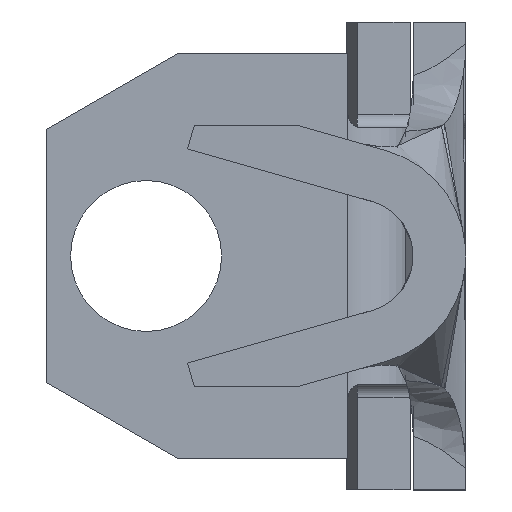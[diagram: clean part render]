
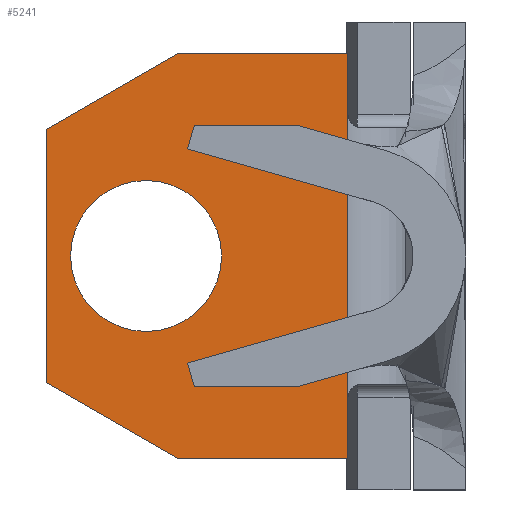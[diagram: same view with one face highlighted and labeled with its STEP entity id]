
A CAD part, left-side view. The second image highlights one B-rep face of the part: STEP entity #5241.
In plain terms, the highlighted planar face has unit normal (-1, 0, 0).
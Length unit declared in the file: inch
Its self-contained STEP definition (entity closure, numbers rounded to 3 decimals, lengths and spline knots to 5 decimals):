
#31 = ORIENTED_EDGE ( 'NONE', *, *, #3902, .T. ) ;
#114 = EDGE_CURVE ( 'NONE', #788, #2619, #710, .T. ) ;
#193 = ORIENTED_EDGE ( 'NONE', *, *, #1111, .T. ) ;
#200 = VECTOR ( 'NONE', #2688, 39.37008 ) ;
#403 = DIRECTION ( 'NONE',  ( 0., 1., 0. ) ) ;
#472 = AXIS2_PLACEMENT_3D ( 'NONE', #3595, #4464, #1907 ) ;
#475 = CARTESIAN_POINT ( 'NONE',  ( -0.82, 0.0325, 0.1075 ) ) ;
#516 = DIRECTION ( 'NONE',  ( 0., -1., 0. ) ) ;
#519 = CARTESIAN_POINT ( 'NONE',  ( -0.82, 0.1225, -0.1075 ) ) ;
#558 = VECTOR ( 'NONE', #1106, 39.37008 ) ;
#560 = VERTEX_POINT ( 'NONE', #932 ) ;
#629 = PLANE ( 'NONE',  #472 ) ;
#659 = ORIENTED_EDGE ( 'NONE', *, *, #1310, .T. ) ;
#689 = CARTESIAN_POINT ( 'NONE',  ( -0.82, 0.1925, 0.06709 ) ) ;
#710 = LINE ( 'NONE', #475, #2101 ) ;
#788 = VERTEX_POINT ( 'NONE', #4855 ) ;
#805 = ORIENTED_EDGE ( 'NONE', *, *, #1938, .T. ) ;
#872 = EDGE_CURVE ( 'NONE', #2105, #3865, #3582, .T. ) ;
#913 = DIRECTION ( 'NONE',  ( 0., 0., 1. ) ) ;
#932 = CARTESIAN_POINT ( 'NONE',  ( -0.82, 0.1925, -0.06709 ) ) ;
#1004 = LINE ( 'NONE', #2661, #4267 ) ;
#1106 = DIRECTION ( 'NONE',  ( 0., 0.866, -0.5 ) ) ;
#1111 = EDGE_CURVE ( 'NONE', #3072, #1189, #5534, .T. ) ;
#1136 = VECTOR ( 'NONE', #3483, 39.37008 ) ;
#1189 = VERTEX_POINT ( 'NONE', #5123 ) ;
#1310 = EDGE_CURVE ( 'NONE', #5108, #2105, #1450, .T. ) ;
#1368 = ORIENTED_EDGE ( 'NONE', *, *, #3395, .T. ) ;
#1450 = LINE ( 'NONE', #2181, #2450 ) ;
#1525 = ORIENTED_EDGE ( 'NONE', *, *, #4241, .T. ) ;
#1563 = CARTESIAN_POINT ( 'NONE',  ( -0.82, 0.0325, 0.1075 ) ) ;
#1589 = CARTESIAN_POINT ( 'NONE',  ( -0.82, 0.1395, 0. ) ) ;
#1669 = VECTOR ( 'NONE', #1986, 39.37008 ) ;
#1712 = CARTESIAN_POINT ( 'NONE',  ( -0.82, 0.1925, 0.06709 ) ) ;
#1766 = ORIENTED_EDGE ( 'NONE', *, *, #4581, .T. ) ;
#1798 = LINE ( 'NONE', #1563, #1669 ) ;
#1907 = DIRECTION ( 'NONE',  ( 0., 0., -1. ) ) ;
#1938 = EDGE_CURVE ( 'NONE', #1189, #3072, #2793, .T. ) ;
#1986 = DIRECTION ( 'NONE',  ( 0., 0., 1. ) ) ;
#2016 = DIRECTION ( 'NONE',  ( 0., 1., 0. ) ) ;
#2079 = CARTESIAN_POINT ( 'NONE',  ( -0.82, 0.1925, 0.1075 ) ) ;
#2101 = VECTOR ( 'NONE', #3442, 39.37008 ) ;
#2105 = VERTEX_POINT ( 'NONE', #2975 ) ;
#2175 = ORIENTED_EDGE ( 'NONE', *, *, #2360, .T. ) ;
#2181 = CARTESIAN_POINT ( 'NONE',  ( -0.82, 0.0325, 0.1075 ) ) ;
#2195 = CARTESIAN_POINT ( 'NONE',  ( -0.82, 0.1925, -0.06709 ) ) ;
#2251 = CARTESIAN_POINT ( 'NONE',  ( -0.82, 0.0275, 0.1075 ) ) ;
#2263 = LINE ( 'NONE', #2195, #1136 ) ;
#2360 = EDGE_CURVE ( 'NONE', #3865, #3185, #2955, .T. ) ;
#2408 = VECTOR ( 'NONE', #3793, 39.37008 ) ;
#2450 = VECTOR ( 'NONE', #913, 39.37008 ) ;
#2619 = VERTEX_POINT ( 'NONE', #3371 ) ;
#2661 = CARTESIAN_POINT ( 'NONE',  ( -0.82, 0.0275, -0.1075 ) ) ;
#2688 = DIRECTION ( 'NONE',  ( 0., 1., 0. ) ) ;
#2793 = CIRCLE ( 'NONE', #4501, 0.04 ) ;
#2945 = DIRECTION ( 'NONE',  ( 1., 0., 0. ) ) ;
#2955 = LINE ( 'NONE', #689, #558 ) ;
#2975 = CARTESIAN_POINT ( 'NONE',  ( -0.82, 0.0325, 0.1075 ) ) ;
#3041 = FACE_OUTER_BOUND ( 'NONE', #3893, .T. ) ;
#3072 = VERTEX_POINT ( 'NONE', #4617 ) ;
#3185 = VERTEX_POINT ( 'NONE', #1712 ) ;
#3371 = CARTESIAN_POINT ( 'NONE',  ( -0.82, 0.0325, -0.075 ) ) ;
#3395 = EDGE_CURVE ( 'NONE', #3185, #560, #3812, .T. ) ;
#3396 = AXIS2_PLACEMENT_3D ( 'NONE', #1589, #4568, #2016 ) ;
#3442 = DIRECTION ( 'NONE',  ( 0., 0., 1. ) ) ;
#3483 = DIRECTION ( 'NONE',  ( 0., -0.866, -0.5 ) ) ;
#3506 = CARTESIAN_POINT ( 'NONE',  ( -0.82, 0.0325, 0.075 ) ) ;
#3582 = LINE ( 'NONE', #2251, #200 ) ;
#3595 = CARTESIAN_POINT ( 'NONE',  ( -0.82, -0.0005, 0.1075 ) ) ;
#3793 = DIRECTION ( 'NONE',  ( 0., 0., -1. ) ) ;
#3812 = LINE ( 'NONE', #2079, #2408 ) ;
#3865 = VERTEX_POINT ( 'NONE', #3880 ) ;
#3880 = CARTESIAN_POINT ( 'NONE',  ( -0.82, 0.1225, 0.1075 ) ) ;
#3893 = EDGE_LOOP ( 'NONE', ( #1766, #3990, #1525, #659, #5275, #2175, #1368, #31 ) ) ;
#3902 = EDGE_CURVE ( 'NONE', #560, #4042, #2263, .T. ) ;
#3990 = ORIENTED_EDGE ( 'NONE', *, *, #114, .T. ) ;
#4042 = VERTEX_POINT ( 'NONE', #519 ) ;
#4241 = EDGE_CURVE ( 'NONE', #2619, #5108, #1798, .T. ) ;
#4267 = VECTOR ( 'NONE', #516, 39.37008 ) ;
#4315 = FACE_BOUND ( 'NONE', #4437, .T. ) ;
#4437 = EDGE_LOOP ( 'NONE', ( #193, #805 ) ) ;
#4464 = DIRECTION ( 'NONE',  ( 1., 0., 0. ) ) ;
#4501 = AXIS2_PLACEMENT_3D ( 'NONE', #5505, #2945, #403 ) ;
#4568 = DIRECTION ( 'NONE',  ( 1., 0., 0. ) ) ;
#4581 = EDGE_CURVE ( 'NONE', #4042, #788, #1004, .T. ) ;
#4617 = CARTESIAN_POINT ( 'NONE',  ( -0.82, 0.1795, 0. ) ) ;
#4855 = CARTESIAN_POINT ( 'NONE',  ( -0.82, 0.0325, -0.1075 ) ) ;
#5108 = VERTEX_POINT ( 'NONE', #3506 ) ;
#5123 = CARTESIAN_POINT ( 'NONE',  ( -0.82, 0.0995, 0. ) ) ;
#5241 = ADVANCED_FACE ( 'NONE', ( #4315, #3041 ), #629, .F. ) ;
#5275 = ORIENTED_EDGE ( 'NONE', *, *, #872, .T. ) ;
#5505 = CARTESIAN_POINT ( 'NONE',  ( -0.82, 0.1395, 0. ) ) ;
#5534 = CIRCLE ( 'NONE', #3396, 0.04 ) ;
